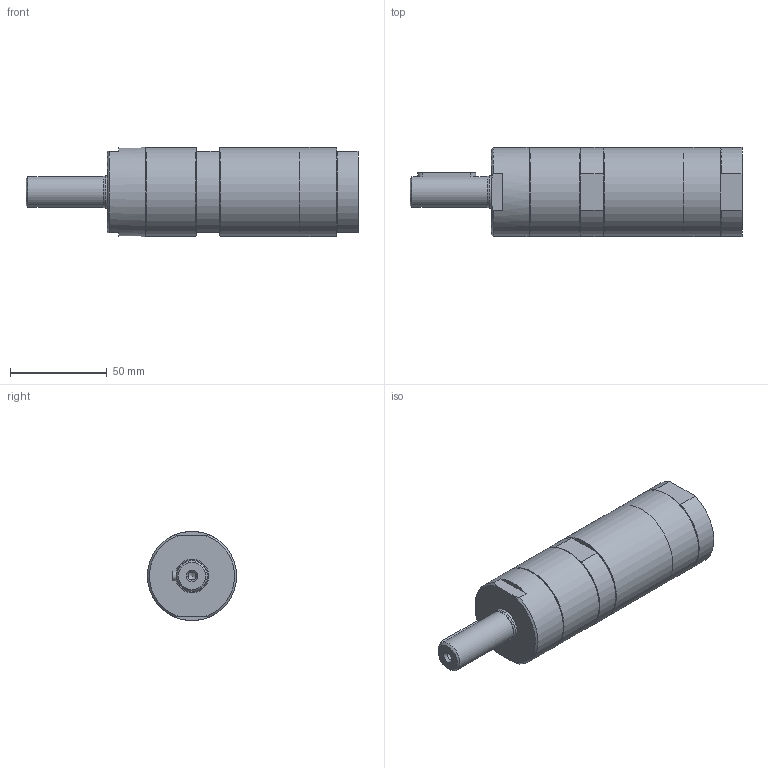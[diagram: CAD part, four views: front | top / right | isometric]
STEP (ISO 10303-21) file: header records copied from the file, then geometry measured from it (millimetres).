
FILE_DESCRIPTION(/* description */ (''),/* implementation_level */ '2;1');
FILE_NAME(/* name */ 'MRD 65-2300_60024577.stp',/* time_stamp */ '2018-08-20T14:54:24+02:00',/* author */ ('FLambert'),/* organization */ (''),/* preprocessor_version */ 'ST-DEVELOPER v17',/* originating_system */ 'Autodesk Inventor 2018',/* authorisation */ '');
FILE_SCHEMA (('AUTOMOTIVE_DESIGN { 1 0 10303 214 3 1 1 }'));
Length unit declared in the file: millimetre
Products named in the file (1): MRD 65-2300_60024577
Bounding box: 171.5 x 46 x 46 mm (x, y, z)
Volume: 218167.2 mm3; surface area: 27372.4 mm2
Topology: 1 solids, 2 shells, 159 faces, 413 edges, 274 vertices
Faces by surface type: plane 105, cylinder 26, cone 21, bspline 7
Full cylindrical faces by diameter (mm): 4 x1, 4.134 x1, 11.445 x1, 16 x1, 16.95 x1, 17.5 x1, 18.631 x1, 40 x1, 46 x4
Entity records: 5139 total; most frequent: CARTESIAN_POINT 1027, ORIENTED_EDGE 824, DIRECTION 789, EDGE_CURVE 412, VERTEX_POINT 274, AXIS2_PLACEMENT_3D 268, LINE 253, VECTOR 253
